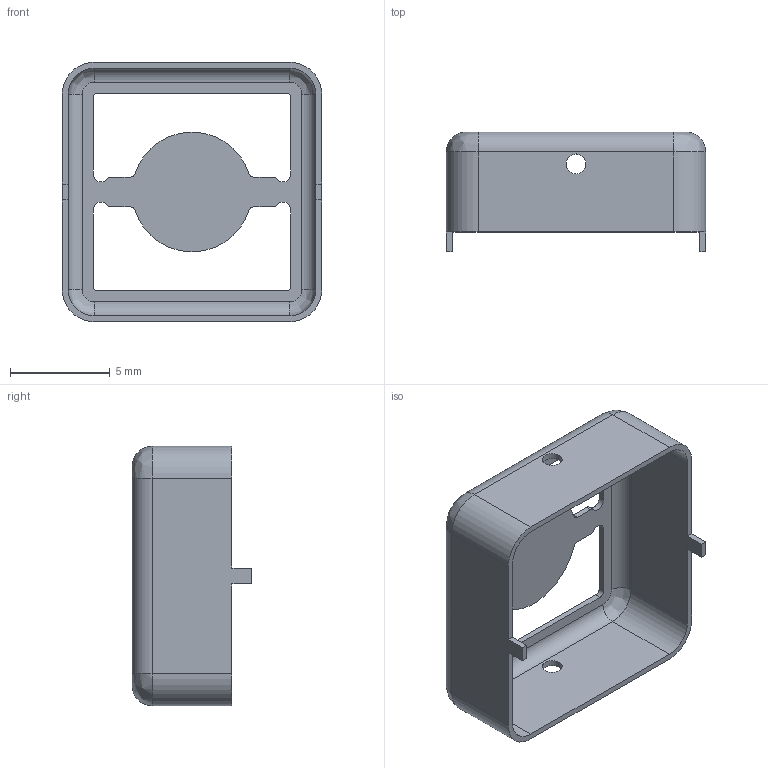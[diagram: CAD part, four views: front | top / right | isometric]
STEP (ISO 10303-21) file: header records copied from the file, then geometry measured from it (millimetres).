
FILE_DESCRIPTION( ( 'Unknown' ), '1' );
FILE_NAME( '3670130.stp', 'Unknown', ( 'Unknown' ), ( 'Unknown' ), 'PSStep 21.0.46', 'Unknown', ' ' );
FILE_SCHEMA( ( 'AUTOMOTIVE_DESIGN { 1 0 10303 214 1 1 1 1 }' ) );
Length unit declared in the file: millimetre
Products named in the file (1): MS130-10F
Bounding box: 13 x 6 x 13 mm (x, y, z)
Volume: 93.5 mm3; surface area: 659.3 mm2
Topology: 1 solids, 1 shells, 72 faces, 194 edges, 124 vertices
Faces by surface type: cylinder 36, plane 28, bspline 8
Full cylindrical faces by diameter (mm): 1 x2
Entity records: 2956 total; most frequent: CARTESIAN_POINT 509, DIRECTION 402, ORIENTED_EDGE 384, EDGE_CURVE 192, AXIS2_PLACEMENT_3D 145, VERTEX_POINT 124, LINE 112, VECTOR 112
